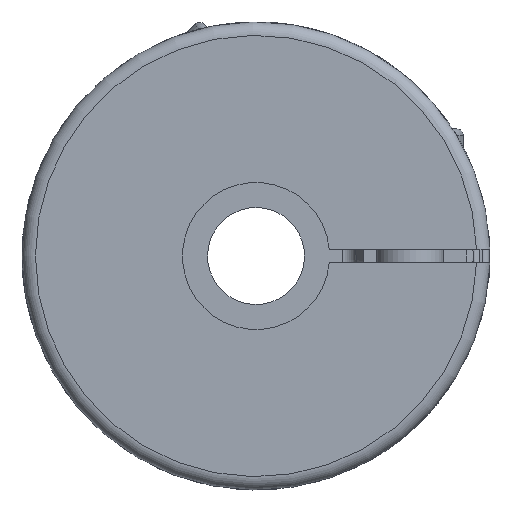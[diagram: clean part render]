
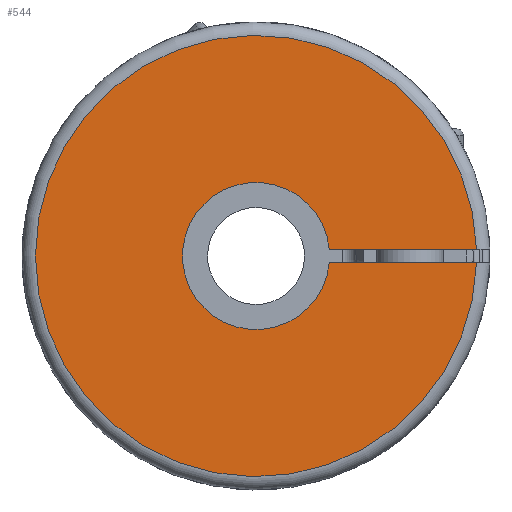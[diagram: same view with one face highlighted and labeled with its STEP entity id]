
A CAD part, left-side view. The second image highlights one B-rep face of the part: STEP entity #544.
In plain terms, the highlighted planar face has unit normal (-1, 0, 0).
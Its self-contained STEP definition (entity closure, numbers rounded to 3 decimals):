
#544 = ADVANCED_FACE( '', ( #1197 ), #1198, .T. );
#1197 = FACE_OUTER_BOUND( '', #1920, .T. );
#1198 = PLANE( '', #1921 );
#1920 = EDGE_LOOP( '', ( #3571, #3572, #3573, #3574 ) );
#1921 = AXIS2_PLACEMENT_3D( '', #3575, #3576, #3577 );
#3571 = ORIENTED_EDGE( '', *, *, #4691, .T. );
#3572 = ORIENTED_EDGE( '', *, *, #4843, .T. );
#3573 = ORIENTED_EDGE( '', *, *, #4836, .T. );
#3574 = ORIENTED_EDGE( '', *, *, #4709, .T. );
#3575 = CARTESIAN_POINT( '', ( 0., 0., 7.5 ) );
#3576 = DIRECTION( '', ( -1., 0., 0. ) );
#3577 = DIRECTION( '', ( 0., 0., 1. ) );
#4691 = EDGE_CURVE( '', #5808, #5812, #5814, .F. );
#4709 = EDGE_CURVE( '', #5839, #5808, #5840, .T. );
#4836 = EDGE_CURVE( '', #6000, #5839, #6001, .T. );
#4843 = EDGE_CURVE( '', #5812, #6000, #6010, .T. );
#5808 = VERTEX_POINT( '', #7707 );
#5812 = VERTEX_POINT( '', #7712 );
#5814 = CIRCLE( '', #7715, 11. );
#5839 = VERTEX_POINT( '', #7754 );
#5840 = LINE( '', #7755, #7756 );
#6000 = VERTEX_POINT( '', #8023 );
#6001 = CIRCLE( '', #8024, 33. );
#6010 = LINE( '', #8046, #8047 );
#7707 = CARTESIAN_POINT( '', ( 0., -10.954, -1. ) );
#7712 = CARTESIAN_POINT( '', ( 0., -10.954, 1. ) );
#7715 = AXIS2_PLACEMENT_3D( '', #8995, #8996, #8997 );
#7754 = CARTESIAN_POINT( '', ( 0., -32.985, -1. ) );
#7755 = CARTESIAN_POINT( '', ( 0., -34.986, -1. ) );
#7756 = VECTOR( '', #9018, 1000. );
#8023 = CARTESIAN_POINT( '', ( 0., -32.985, 1. ) );
#8024 = AXIS2_PLACEMENT_3D( '', #9170, #9171, #9172 );
#8046 = CARTESIAN_POINT( '', ( 0., -7.433, 1. ) );
#8047 = VECTOR( '', #9179, 1000. );
#8995 = CARTESIAN_POINT( '', ( 0., 0., 0. ) );
#8996 = DIRECTION( '', ( -1., 0., 0. ) );
#8997 = DIRECTION( '', ( 0., 0., 1. ) );
#9018 = DIRECTION( '', ( 0., 1., 0. ) );
#9170 = CARTESIAN_POINT( '', ( 0., 0., 0. ) );
#9171 = DIRECTION( '', ( -1., 0., 0. ) );
#9172 = DIRECTION( '', ( 0., 0., 1. ) );
#9179 = DIRECTION( '', ( 0., -1., 0. ) );
